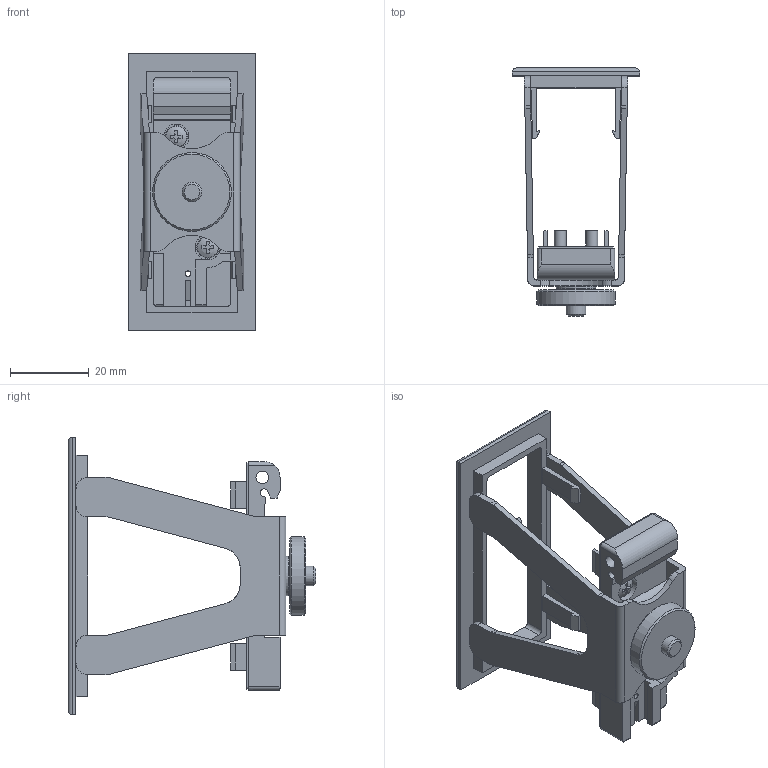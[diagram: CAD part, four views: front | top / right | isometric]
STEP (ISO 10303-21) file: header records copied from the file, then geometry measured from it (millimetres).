
FILE_DESCRIPTION(/* description */ ('STEP AP214'),/* implementation_level */ '2;1');
FILE_NAME(/* name */ '8058459_SAMH-FH-F',/* time_stamp */ '2024-09-14T22:31:02+02:00',/* author */ ('License CC BY-ND 4.0'),/* organization */ ('CADENAS'),/* preprocessor_version */ 'ST-DEVELOPER v19.3',/* originating_system */ 'PARTsolutions',/* authorisation */ ' ');
FILE_SCHEMA (('AUTOMOTIVE_DESIGN {1 0 10303 214 3 1 1}'));
Length unit declared in the file: millimetre
Products named in the file (6): 8058459 SAMH-FH-F; 3442563 SAMH-FH-F---(C); 2654516 SAMH-FH-H---(adapter); ISO 4017 M5x12(F); ISO 7045 M3x6-H; 2606348 SAMH-FH-F---(rahmen)
Assembly tree (6 placements, depth 2):
  8058459 SAMH-FH-F
    3442563 SAMH-FH-F---(C)
    2654516 SAMH-FH-H---(adapter)
    ISO 4017 M5x12(F)
    ISO 7045 M3x6-H  x2
    2606348 SAMH-FH-F---(rahmen)
Bounding box: 32.2 x 62.8 x 70.2 mm (x, y, z)
Volume: 14752.7 mm3; surface area: 17377.7 mm2
Topology: 6 solids, 6 shells, 323 faces, 878 edges, 578 vertices
Faces by surface type: plane 216, cylinder 86, cone 15, torus 4, sphere 2
Full cylindrical faces by diameter (mm): 1.4 x1, 3 x2, 3.2 x5, 4.134 x1, 5 x1, 5.2 x1, 6.4 x2, 6.88 x1, 10 x1, 20 x1
Entity records: 10533 total; most frequent: CARTESIAN_POINT 1655, DIRECTION 1567, ORIENTED_EDGE 1554, EDGE_CURVE 777, LINE 561, VECTOR 561, VERTEX_POINT 528, AXIS2_PLACEMENT_3D 503
